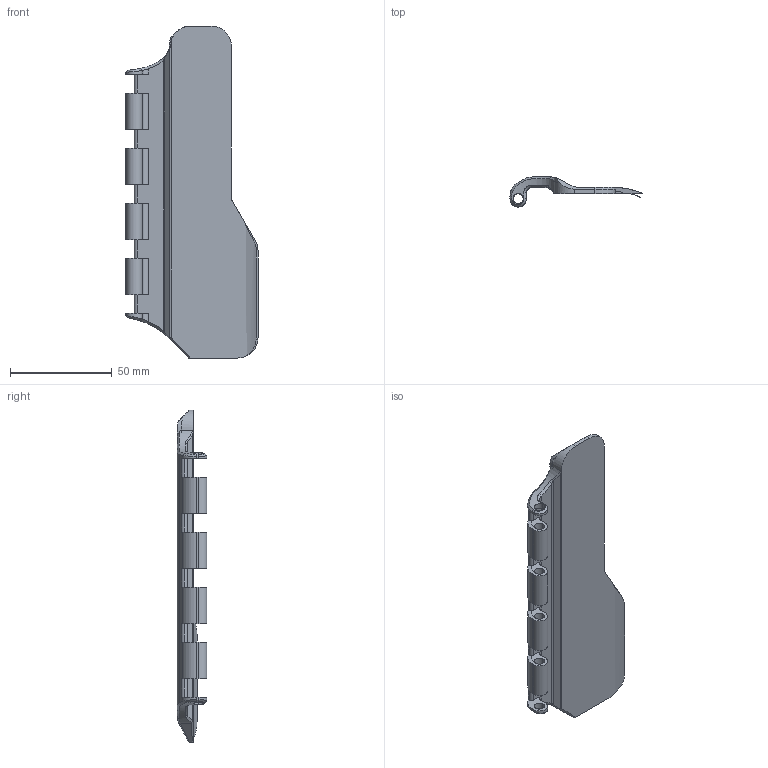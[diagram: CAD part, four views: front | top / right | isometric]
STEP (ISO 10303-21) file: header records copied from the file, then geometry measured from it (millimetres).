
FILE_DESCRIPTION (( 'STEP AP214' ), '1' );
FILE_NAME ('A01.002-RK3-S__[ID003]__BatGov.STEP', '2024-09-10T22:26:18', ( '' ), ( '' ), 'SwSTEP 2.0', 'SolidWorks 2021', '' );
FILE_SCHEMA (( 'AUTOMOTIVE_DESIGN' ));
Length unit declared in the file: millimetre
Products named in the file (1): A01.002-RK3-S__[ID003]__BatGov
Bounding box: 64.76 x 14.59 x 162.83 mm (x, y, z)
Surface area: 29239.2 mm2 (no closed solid volume)
Topology: 0 solids, 2 shells, 274 faces, 752 edges, 480 vertices
Faces by surface type: plane 102, cylinder 81, bspline 48, cone 43
Entity records: 12742 total; most frequent: CARTESIAN_POINT 5848, ORIENTED_EDGE 1448, DIRECTION 1179, EDGE_CURVE 751, VERTEX_POINT 480, AXIS2_PLACEMENT_3D 402, LINE 375, VECTOR 375
